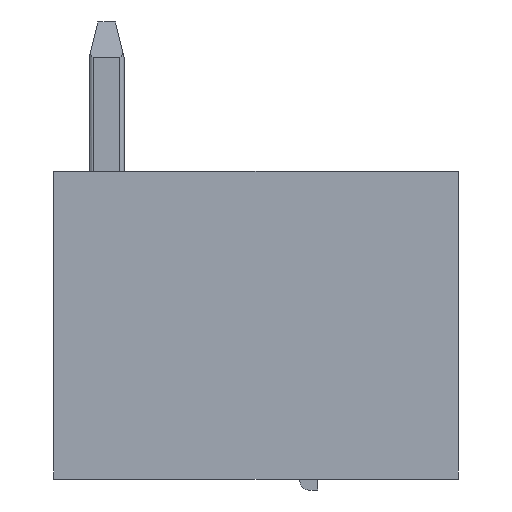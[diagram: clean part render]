
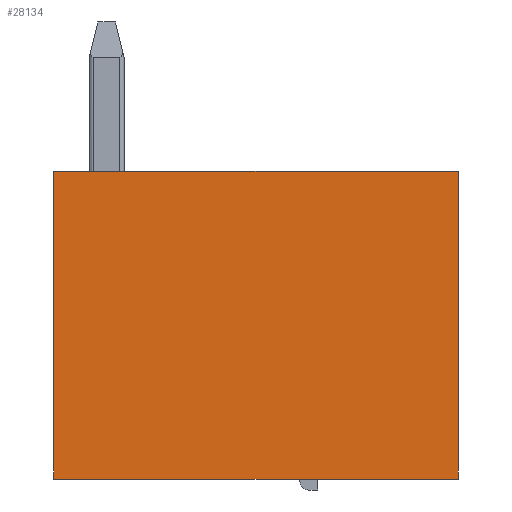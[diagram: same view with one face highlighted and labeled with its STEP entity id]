
A CAD part, front view. The second image highlights one B-rep face of the part: STEP entity #28134.
In plain terms, the highlighted planar face has unit normal (0, -1, 0).
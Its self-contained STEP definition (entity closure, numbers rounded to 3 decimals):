
#74=DIRECTION('',(0.,0.,1.));
#75=VECTOR('',#74,7.);
#76=CARTESIAN_POINT('',(0.,-4.51,-7.));
#77=LINE('',#76,#75);
#1092=DIRECTION('',(0.,0.,1.));
#1093=VECTOR('',#1092,7.);
#1094=CARTESIAN_POINT('',(9.2,-4.51,-7.));
#1095=LINE('',#1094,#1093);
#8839=DIRECTION('',(-1.,0.,0.));
#8840=VECTOR('',#8839,9.2);
#8841=CARTESIAN_POINT('',(9.2,-4.51,0.));
#8842=LINE('',#8841,#8840);
#9552=DIRECTION('',(-1.,0.,0.));
#9553=VECTOR('',#9552,9.2);
#9554=CARTESIAN_POINT('',(9.2,-4.51,-7.));
#9555=LINE('',#9554,#9553);
#12631=CARTESIAN_POINT('',(9.2,-4.51,-7.));
#12632=CARTESIAN_POINT('',(9.2,-4.51,0.));
#12633=VERTEX_POINT('',#12631);
#12634=VERTEX_POINT('',#12632);
#12639=CARTESIAN_POINT('',(0.,-4.51,-7.));
#12640=CARTESIAN_POINT('',(0.,-4.51,0.));
#12641=VERTEX_POINT('',#12639);
#12642=VERTEX_POINT('',#12640);
#28123=CARTESIAN_POINT('',(9.2,-4.51,-7.));
#28124=DIRECTION('',(0.,1.,0.));
#28125=DIRECTION('',(0.,0.,1.));
#28126=AXIS2_PLACEMENT_3D('',#28123,#28124,#28125);
#28127=PLANE('',#28126);
#28128=ORIENTED_EDGE('',*,*,#15273,.F.);
#28129=ORIENTED_EDGE('',*,*,#15101,.T.);
#28130=ORIENTED_EDGE('',*,*,#15138,.T.);
#28131=ORIENTED_EDGE('',*,*,#27741,.F.);
#28132=EDGE_LOOP('',(#28128,#28129,#28130,#28131));
#28133=FACE_OUTER_BOUND('',#28132,.F.);
#28134=ADVANCED_FACE('',(#28133),#28127,.F.);
#15101=EDGE_CURVE('',#12633,#12641,#9555,.T.);
#15138=EDGE_CURVE('',#12641,#12642,#77,.T.);
#15273=EDGE_CURVE('',#12633,#12634,#1095,.T.);
#27741=EDGE_CURVE('',#12634,#12642,#8842,.T.);
